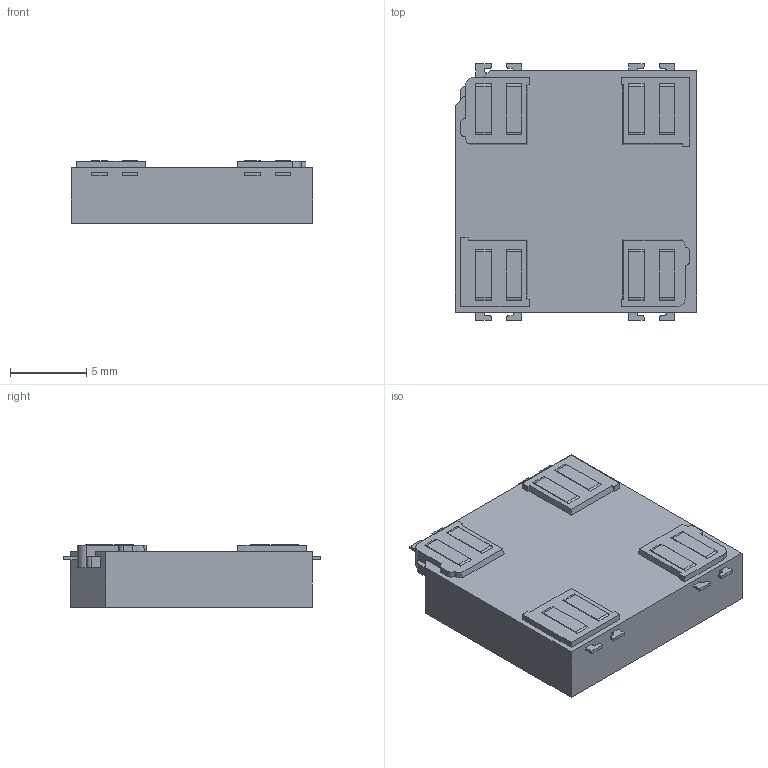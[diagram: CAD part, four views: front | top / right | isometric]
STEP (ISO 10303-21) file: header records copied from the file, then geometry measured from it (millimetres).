
FILE_DESCRIPTION (( 'STEP AP203' ), '1' );
FILE_NAME ('3DC15CAP.STEP', '2024-12-11T08:43:50', ( '' ), ( '' ), 'SwSTEP 2.0', 'SolidWorks 2020', '' );
FILE_SCHEMA (( 'CONFIG_CONTROL_DESIGN' ));
Length unit declared in the file: millimetre
Products named in the file (1): 3DC15CAP
Bounding box: 15.8 x 16.8 x 4.1 mm (x, y, z)
Volume: 934.2 mm3; surface area: 760.7 mm2
Topology: 1 solids, 1 shells, 159 faces, 416 edges, 277 vertices
Faces by surface type: plane 117, cylinder 42
Entity records: 4943 total; most frequent: CARTESIAN_POINT 859, ORIENTED_EDGE 832, DIRECTION 818, EDGE_CURVE 416, LINE 330, VECTOR 330, VERTEX_POINT 277, AXIS2_PLACEMENT_3D 244
